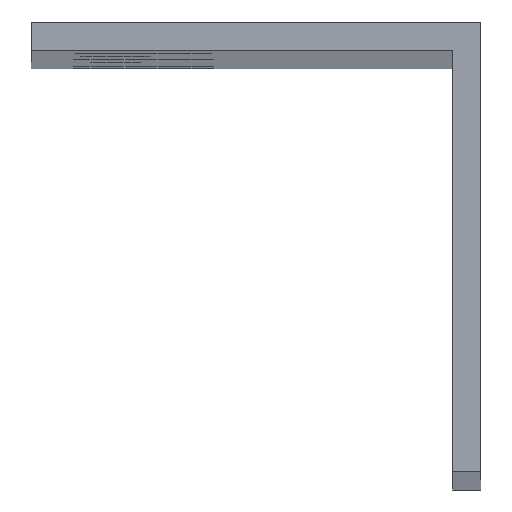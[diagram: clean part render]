
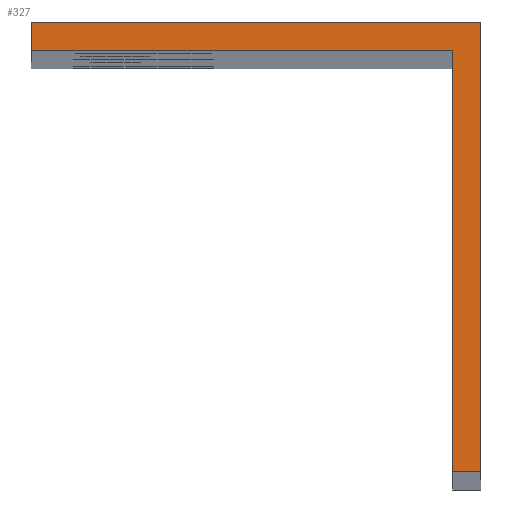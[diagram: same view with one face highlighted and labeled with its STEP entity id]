
A CAD part, top view. The second image highlights one B-rep face of the part: STEP entity #327.
In plain terms, the highlighted planar face has unit normal (0, 0, 1).
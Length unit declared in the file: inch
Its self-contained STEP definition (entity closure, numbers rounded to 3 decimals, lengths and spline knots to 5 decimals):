
#17=LINE('',#527,#35);
#21=LINE('',#534,#39);
#24=LINE('',#540,#42);
#27=LINE('',#546,#45);
#30=LINE('',#552,#48);
#32=LINE('',#555,#50);
#35=VECTOR('',#444,39.37008);
#39=VECTOR('',#450,39.37008);
#42=VECTOR('',#455,39.37008);
#45=VECTOR('',#460,39.37008);
#48=VECTOR('',#465,39.37008);
#50=VECTOR('',#469,39.37008);
#57=PLANE('',#382);
#101=FACE_OUTER_BOUND('',#145,.T.);
#145=EDGE_LOOP('',(#291,#292,#293,#294,#295,#296));
#185=VERTEX_POINT('',#524);
#186=VERTEX_POINT('',#526);
#188=VERTEX_POINT('',#532);
#190=VERTEX_POINT('',#538);
#192=VERTEX_POINT('',#544);
#194=VERTEX_POINT('',#550);
#215=EDGE_CURVE('',#186,#185,#17,.T.);
#219=EDGE_CURVE('',#185,#188,#21,.T.);
#222=EDGE_CURVE('',#188,#190,#24,.T.);
#225=EDGE_CURVE('',#190,#192,#27,.T.);
#228=EDGE_CURVE('',#192,#194,#30,.T.);
#230=EDGE_CURVE('',#194,#186,#32,.T.);
#291=ORIENTED_EDGE('',*,*,#215,.T.);
#292=ORIENTED_EDGE('',*,*,#219,.T.);
#293=ORIENTED_EDGE('',*,*,#222,.T.);
#294=ORIENTED_EDGE('',*,*,#225,.T.);
#295=ORIENTED_EDGE('',*,*,#228,.T.);
#296=ORIENTED_EDGE('',*,*,#230,.T.);
#327=ADVANCED_FACE('',(#101),#57,.T.);
#382=AXIS2_PLACEMENT_3D('',#556,#470,#471);
#444=DIRECTION('',(0.,1.,0.));
#450=DIRECTION('',(-1.,0.,0.));
#455=DIRECTION('',(0.,-1.,0.));
#460=DIRECTION('',(1.,0.,0.));
#465=DIRECTION('',(0.,-1.,0.));
#469=DIRECTION('',(1.,0.,0.));
#470=DIRECTION('center_axis',(0.,0.,1.));
#471=DIRECTION('ref_axis',(1.,0.,0.));
#524=CARTESIAN_POINT('',(0.,0.,48.));
#526=CARTESIAN_POINT('',(0.,-2.,48.));
#527=CARTESIAN_POINT('',(0.,-2.,48.));
#532=CARTESIAN_POINT('',(-2.,0.,48.));
#534=CARTESIAN_POINT('',(0.,0.,48.));
#538=CARTESIAN_POINT('',(-2.,-0.125,48.));
#540=CARTESIAN_POINT('',(-2.,0.,48.));
#544=CARTESIAN_POINT('',(-0.125,-0.125,48.));
#546=CARTESIAN_POINT('',(-2.,-0.125,48.));
#550=CARTESIAN_POINT('',(-0.125,-2.,48.));
#552=CARTESIAN_POINT('',(-0.125,-0.125,48.));
#555=CARTESIAN_POINT('',(-0.125,-2.,48.));
#556=CARTESIAN_POINT('Origin',(0.,0.,48.));
